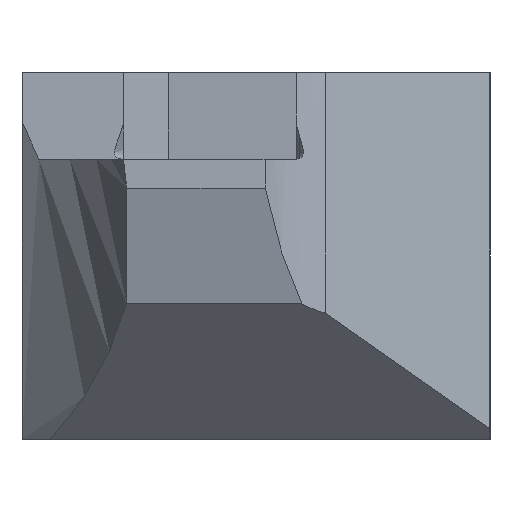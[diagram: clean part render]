
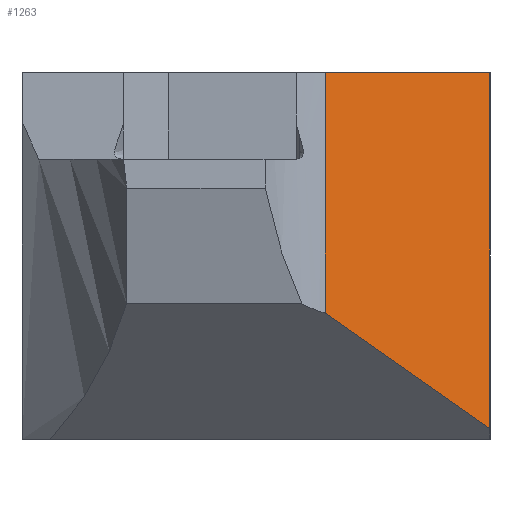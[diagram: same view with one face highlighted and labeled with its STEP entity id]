
A CAD part, left-side view. The second image highlights one B-rep face of the part: STEP entity #1263.
In plain terms, the highlighted planar face has unit normal (-0.819, -0.574, 0).
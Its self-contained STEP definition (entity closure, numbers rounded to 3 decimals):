
#104 = ORIENTED_EDGE ( 'NONE', *, *, #260, .F. ) ;
#113 = LINE ( 'NONE', #2048, #1090 ) ;
#132 = VERTEX_POINT ( 'NONE', #1073 ) ;
#189 = EDGE_CURVE ( 'NONE', #2320, #456, #2027, .T. ) ;
#260 = EDGE_CURVE ( 'NONE', #2320, #1396, #442, .T. ) ;
#294 = DIRECTION ( 'NONE',  ( 0., 0., 1. ) ) ;
#334 = EDGE_CURVE ( 'NONE', #456, #132, #1220, .T. ) ;
#409 = CARTESIAN_POINT ( 'NONE',  ( 1.4, 5.7, -12.7 ) ) ;
#442 = LINE ( 'NONE', #409, #1345 ) ;
#456 = VERTEX_POINT ( 'NONE', #1478 ) ;
#532 = EDGE_LOOP ( 'NONE', ( #104, #2393, #1200, #1295 ) ) ;
#641 = CARTESIAN_POINT ( 'NONE',  ( 1.4, 5.7, -8.328 ) ) ;
#962 = VECTOR ( 'NONE', #1053, 1000. ) ;
#1018 = VECTOR ( 'NONE', #1382, 1000. ) ;
#1028 = CARTESIAN_POINT ( 'NONE',  ( 5.391, 0., -12.7 ) ) ;
#1053 = DIRECTION ( 'NONE',  ( 0., 0., 1. ) ) ;
#1073 = CARTESIAN_POINT ( 'NONE',  ( 5.391, 0., 0. ) ) ;
#1090 = VECTOR ( 'NONE', #2044, 1000. ) ;
#1155 = EDGE_CURVE ( 'NONE', #132, #1396, #113, .T. ) ;
#1200 = ORIENTED_EDGE ( 'NONE', *, *, #334, .T. ) ;
#1220 = LINE ( 'NONE', #1028, #962 ) ;
#1263 = ADVANCED_FACE ( 'NONE', ( #1496 ), #1473, .F. ) ;
#1295 = ORIENTED_EDGE ( 'NONE', *, *, #1155, .T. ) ;
#1309 = CARTESIAN_POINT ( 'NONE',  ( 1.4, 5.7, 0. ) ) ;
#1345 = VECTOR ( 'NONE', #294, 1000. ) ;
#1382 = DIRECTION ( 'NONE',  ( 0.498, -0.711, -0.498 ) ) ;
#1396 = VERTEX_POINT ( 'NONE', #1309 ) ;
#1434 = DIRECTION ( 'NONE',  ( -0.574, 0.819, 0. ) ) ;
#1441 = DIRECTION ( 'NONE',  ( 0.819, 0.574, 0. ) ) ;
#1473 = PLANE ( 'NONE',  #1838 ) ;
#1478 = CARTESIAN_POINT ( 'NONE',  ( 5.391, 0., -12.319 ) ) ;
#1496 = FACE_OUTER_BOUND ( 'NONE', #532, .T. ) ;
#1500 = CARTESIAN_POINT ( 'NONE',  ( 1.4, 5.7, -12.7 ) ) ;
#1838 = AXIS2_PLACEMENT_3D ( 'NONE', #1500, #1441, #1434 ) ;
#2027 = LINE ( 'NONE', #2330, #1018 ) ;
#2044 = DIRECTION ( 'NONE',  ( -0.574, 0.819, 0. ) ) ;
#2048 = CARTESIAN_POINT ( 'NONE',  ( 1.4, 5.7, 0. ) ) ;
#2320 = VERTEX_POINT ( 'NONE', #641 ) ;
#2330 = CARTESIAN_POINT ( 'NONE',  ( 2.482, 4.154, -9.41 ) ) ;
#2393 = ORIENTED_EDGE ( 'NONE', *, *, #189, .T. ) ;
